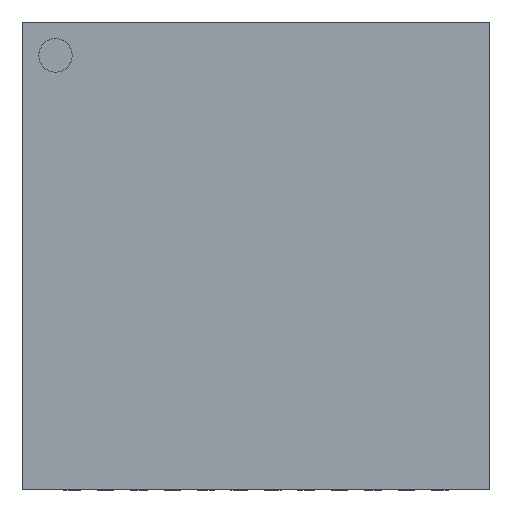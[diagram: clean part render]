
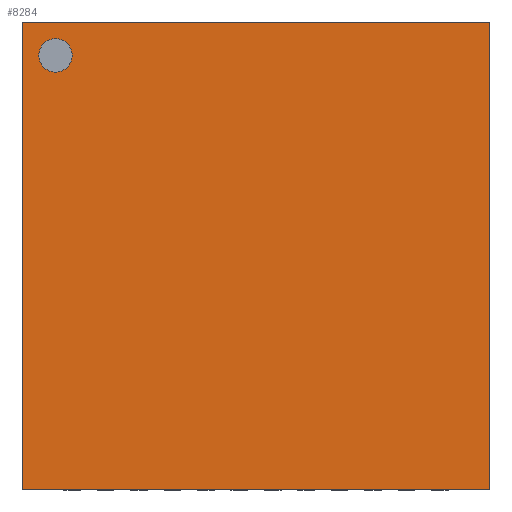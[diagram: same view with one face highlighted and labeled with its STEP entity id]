
A CAD part, top view. The second image highlights one B-rep face of the part: STEP entity #8284.
In plain terms, the highlighted planar face has unit normal (0, 0, 1).
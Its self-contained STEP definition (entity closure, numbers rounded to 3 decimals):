
#552=LINE('',#12798,#1536);
#567=LINE('',#12816,#1551);
#583=LINE('',#12835,#1567);
#598=LINE('',#12852,#1582);
#1536=VECTOR('',#10341,1.);
#1551=VECTOR('',#10358,1.);
#1567=VECTOR('',#10376,1.);
#1582=VECTOR('',#10393,1.);
#2235=PLANE('',#8927);
#2483=FACE_BOUND('',#3179,.T.);
#2683=FACE_OUTER_BOUND('',#3178,.T.);
#3178=EDGE_LOOP('',(#6807,#6808,#6809,#6810));
#3179=EDGE_LOOP('',(#6811));
#3475=CIRCLE('',#8632,0.25);
#3669=VERTEX_POINT('',#11684);
#4055=VERTEX_POINT('',#12795);
#4056=VERTEX_POINT('',#12797);
#4058=VERTEX_POINT('',#12815);
#4060=VERTEX_POINT('',#12834);
#4455=EDGE_CURVE('',#3669,#3669,#3475,.T.);
#4987=EDGE_CURVE('',#4056,#4055,#552,.T.);
#5002=EDGE_CURVE('',#4058,#4056,#567,.T.);
#5018=EDGE_CURVE('',#4060,#4058,#583,.T.);
#5033=EDGE_CURVE('',#4055,#4060,#598,.T.);
#6807=ORIENTED_EDGE('',*,*,#4987,.T.);
#6808=ORIENTED_EDGE('',*,*,#5033,.T.);
#6809=ORIENTED_EDGE('',*,*,#5018,.T.);
#6810=ORIENTED_EDGE('',*,*,#5002,.T.);
#6811=ORIENTED_EDGE('',*,*,#4455,.T.);
#8284=ADVANCED_FACE('',(#2683,#2483),#2235,.T.);
#8632=AXIS2_PLACEMENT_3D('',#11685,#9324,#9325);
#8927=AXIS2_PLACEMENT_3D('',#12864,#10406,#10407);
#9324=DIRECTION('center_axis',(0.,0.,-1.));
#9325=DIRECTION('ref_axis',(-1.,0.,0.));
#10341=DIRECTION('',(-1.,0.,0.));
#10358=DIRECTION('',(0.,1.,0.));
#10376=DIRECTION('',(1.,0.,0.));
#10393=DIRECTION('',(0.,-1.,0.));
#10406=DIRECTION('center_axis',(0.,0.,1.));
#10407=DIRECTION('ref_axis',(1.,0.,0.));
#11684=CARTESIAN_POINT('',(-2.75,3.,0.9));
#11685=CARTESIAN_POINT('Origin',(-3.,3.,0.9));
#12795=CARTESIAN_POINT('',(-3.5,3.5,0.9));
#12797=CARTESIAN_POINT('',(3.5,3.5,0.9));
#12798=CARTESIAN_POINT('',(-3.5,3.5,0.9));
#12815=CARTESIAN_POINT('',(3.5,-3.5,0.9));
#12816=CARTESIAN_POINT('',(3.5,3.5,0.9));
#12834=CARTESIAN_POINT('',(-3.5,-3.5,0.9));
#12835=CARTESIAN_POINT('',(3.5,-3.5,0.9));
#12852=CARTESIAN_POINT('',(-3.5,-3.5,0.9));
#12864=CARTESIAN_POINT('Origin',(0.,0.,0.9));
